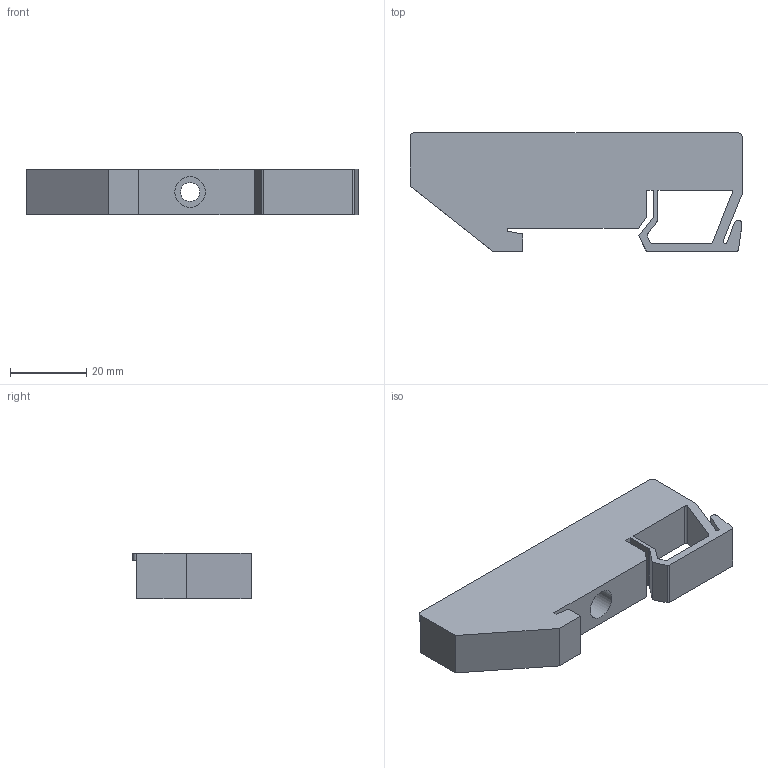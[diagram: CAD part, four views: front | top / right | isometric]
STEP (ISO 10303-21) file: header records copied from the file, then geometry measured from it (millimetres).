
FILE_DESCRIPTION (( 'STEP AP203' ), '1' );
FILE_NAME ('YIS21 Èçîëÿòîð DIN æåëòûé (120 øòóê).STEP', '2016-09-12T14:13:00', ( '' ), ( '' ), 'SwSTEP 2.0', 'SolidWorks 2014', '' );
FILE_SCHEMA (( 'CONFIG_CONTROL_DESIGN' ));
Length unit declared in the file: millimetre
Products named in the file (1): YIS21 Èçîëÿòîð DIN æåëòûé (120 øòóê)
Bounding box: 87 x 31 x 12 mm (x, y, z)
Volume: 22430.1 mm3; surface area: 8730.5 mm2
Topology: 1 solids, 1 shells, 45 faces, 125 edges, 83 vertices
Faces by surface type: plane 30, cylinder 15
Full cylindrical faces by diameter (mm): 5 x1, 8 x1
Entity records: 1507 total; most frequent: CARTESIAN_POINT 250, DIRECTION 244, ORIENTED_EDGE 244, EDGE_CURVE 122, VECTOR 92, LINE 92, VERTEX_POINT 82, AXIS2_PLACEMENT_3D 76
